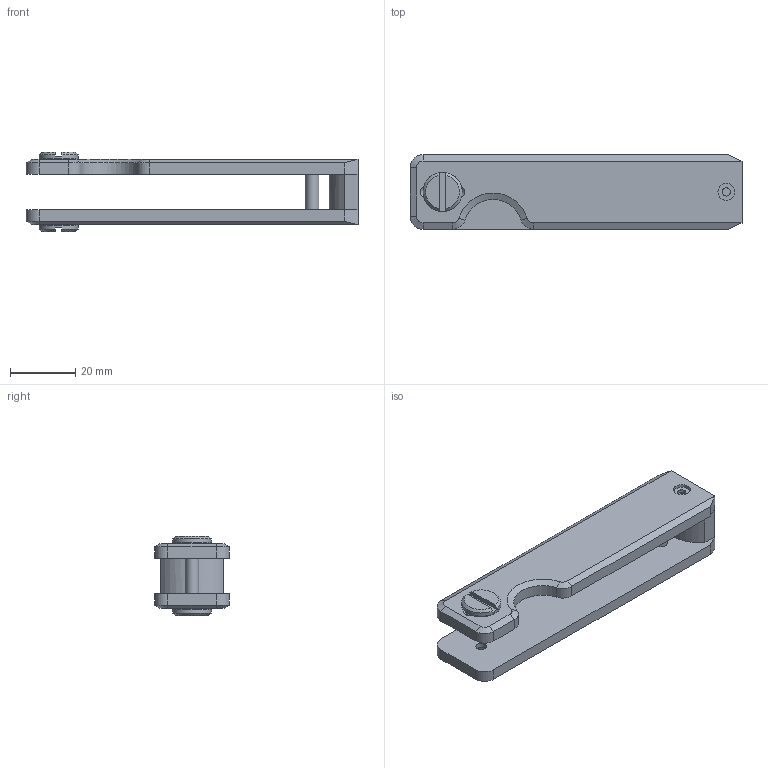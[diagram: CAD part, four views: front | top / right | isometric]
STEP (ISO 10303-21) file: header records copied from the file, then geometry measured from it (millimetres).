
FILE_DESCRIPTION(/* description */ (''),/* implementation_level */ '2;1');
FILE_NAME(/* name */ 'Summit.step',/* time_stamp */ '2024-06-26T22:01:14+03:00',/* author */ (''),/* organization */ (''),/* preprocessor_version */ 'ST-DEVELOPER v20',/* originating_system */ 'Autodesk Translation Framework v13.14.0.145',/* authorisation */ '');
FILE_SCHEMA (('AUTOMOTIVE_DESIGN { 1 0 10303 214 3 1 1 }'));
Length unit declared in the file: millimetre
Products named in the file (6): Summit; Plate_Top; Keyhole_Cap; Plate_Bottom; Keyhole_Cap_Bottom; Ring_Holder
Assembly tree (5 placements, depth 3):
  Summit
    Plate_Top
      Keyhole_Cap
    Plate_Bottom
      Keyhole_Cap_Bottom
    Ring_Holder
Bounding box: 102 x 23 x 24.4 mm (x, y, z)
Volume: 21419.2 mm3; surface area: 14422 mm2
Topology: 6 solids, 6 shells, 173 faces, 408 edges, 264 vertices
Faces by surface type: plane 103, cylinder 43, cone 19, sphere 8
Full cylindrical faces by diameter (mm): 1.8 x1, 2 x1, 2.5 x4, 3.2 x2, 3.4 x3, 3.5 x1, 4.2 x1, 5.2 x2, 6 x1, 6.5 x1, 7.6 x2, 8.4 x2, 10 x2, 10.4 x2, 12 x2
Entity records: 5377 total; most frequent: CARTESIAN_POINT 1166, DIRECTION 861, ORIENTED_EDGE 808, EDGE_CURVE 404, AXIS2_PLACEMENT_3D 305, VERTEX_POINT 264, LINE 251, VECTOR 251
